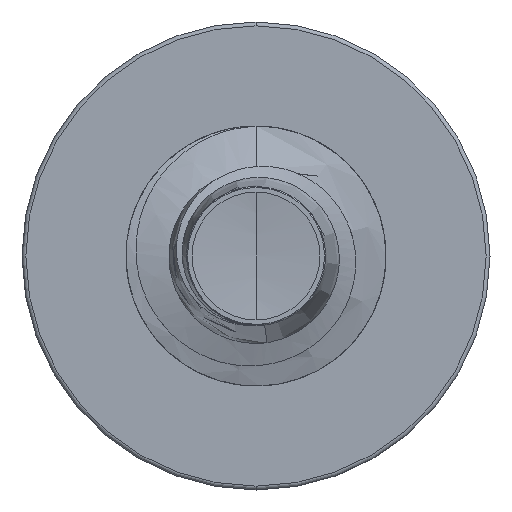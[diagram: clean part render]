
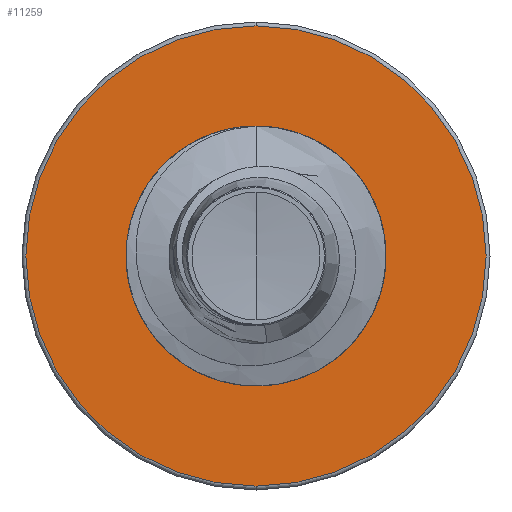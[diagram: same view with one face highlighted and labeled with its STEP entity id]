
A CAD part, front view. The second image highlights one B-rep face of the part: STEP entity #11259.
In plain terms, the highlighted planar face has unit normal (0, -1, 0).
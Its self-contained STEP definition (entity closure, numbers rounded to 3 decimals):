
#995 = CARTESIAN_POINT ( 'NONE',  ( 0., 32.5, 0. ) ) ;
#1338 = DIRECTION ( 'NONE',  ( 0., 0., 1. ) ) ;
#2766 = DIRECTION ( 'NONE',  ( 0., 0., 1. ) ) ;
#2874 = CARTESIAN_POINT ( 'NONE',  ( 0., 32.5, -2.842 ) ) ;
#2968 = CIRCLE ( 'NONE', #8243, 5.31 ) ;
#2977 = PLANE ( 'NONE',  #15163 ) ;
#3052 = DIRECTION ( 'NONE',  ( 0., 1., 0. ) ) ;
#3388 = DIRECTION ( 'NONE',  ( 0., 1., 0. ) ) ;
#3427 = DIRECTION ( 'NONE',  ( 0., 0., 1. ) ) ;
#3521 = FACE_BOUND ( 'NONE', #15452, .T. ) ;
#3902 = AXIS2_PLACEMENT_3D ( 'NONE', #26429, #15224, #1338 ) ;
#4728 = CARTESIAN_POINT ( 'NONE',  ( 0., 32.5, -2.842 ) ) ;
#5135 = FACE_OUTER_BOUND ( 'NONE', #18001, .T. ) ;
#5773 = CIRCLE ( 'NONE', #5872, 2.842 ) ;
#5872 = AXIS2_PLACEMENT_3D ( 'NONE', #6301, #21171, #8630 ) ;
#6301 = CARTESIAN_POINT ( 'NONE',  ( 0., 32.5, 0. ) ) ;
#7057 = AXIS2_PLACEMENT_3D ( 'NONE', #995, #16987, #3427 ) ;
#8243 = AXIS2_PLACEMENT_3D ( 'NONE', #16955, #3388, #18898 ) ;
#8277 = VERTEX_POINT ( 'NONE', #8367 ) ;
#8367 = CARTESIAN_POINT ( 'NONE',  ( 0., 32.5, -5.31 ) ) ;
#8630 = DIRECTION ( 'NONE',  ( 0., 0., 1. ) ) ;
#8719 = CARTESIAN_POINT ( 'NONE',  ( 0., 32.5, 2.842 ) ) ;
#9099 = ORIENTED_EDGE ( 'NONE', *, *, #23826, .F. ) ;
#9401 = ORIENTED_EDGE ( 'NONE', *, *, #22627, .T. ) ;
#10525 = ORIENTED_EDGE ( 'NONE', *, *, #22013, .T. ) ;
#11259 = ADVANCED_FACE ( 'NONE', ( #5135, #3521 ), #2977, .F. ) ;
#12341 = ORIENTED_EDGE ( 'NONE', *, *, #20639, .F. ) ;
#15163 = AXIS2_PLACEMENT_3D ( 'NONE', #2874, #3052, #2766 ) ;
#15224 = DIRECTION ( 'NONE',  ( 0., 1., 0. ) ) ;
#15452 = EDGE_LOOP ( 'NONE', ( #9401, #10525 ) ) ;
#16955 = CARTESIAN_POINT ( 'NONE',  ( 0., 32.5, 0. ) ) ;
#16987 = DIRECTION ( 'NONE',  ( 0., 1., 0. ) ) ;
#18001 = EDGE_LOOP ( 'NONE', ( #12341, #9099 ) ) ;
#18898 = DIRECTION ( 'NONE',  ( 0., 0., 1. ) ) ;
#19057 = VERTEX_POINT ( 'NONE', #24082 ) ;
#19729 = CIRCLE ( 'NONE', #3902, 5.31 ) ;
#20639 = EDGE_CURVE ( 'NONE', #19057, #8277, #2968, .T. ) ;
#21171 = DIRECTION ( 'NONE',  ( 0., 1., 0. ) ) ;
#22013 = EDGE_CURVE ( 'NONE', #24012, #25152, #23574, .T. ) ;
#22627 = EDGE_CURVE ( 'NONE', #25152, #24012, #5773, .T. ) ;
#23574 = CIRCLE ( 'NONE', #7057, 2.842 ) ;
#23826 = EDGE_CURVE ( 'NONE', #8277, #19057, #19729, .T. ) ;
#24012 = VERTEX_POINT ( 'NONE', #4728 ) ;
#24082 = CARTESIAN_POINT ( 'NONE',  ( 0., 32.5, 5.31 ) ) ;
#25152 = VERTEX_POINT ( 'NONE', #8719 ) ;
#26429 = CARTESIAN_POINT ( 'NONE',  ( 0., 32.5, 0. ) ) ;
